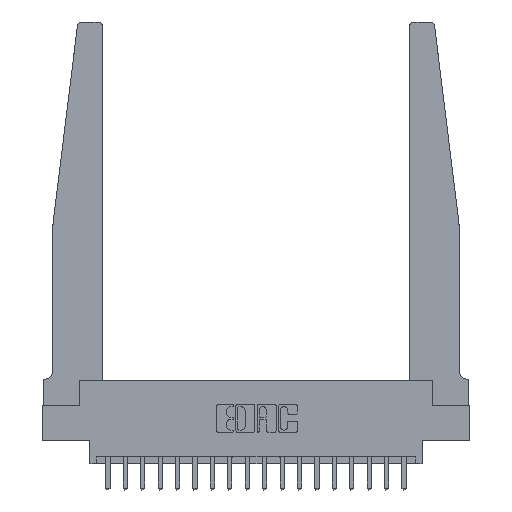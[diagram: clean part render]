
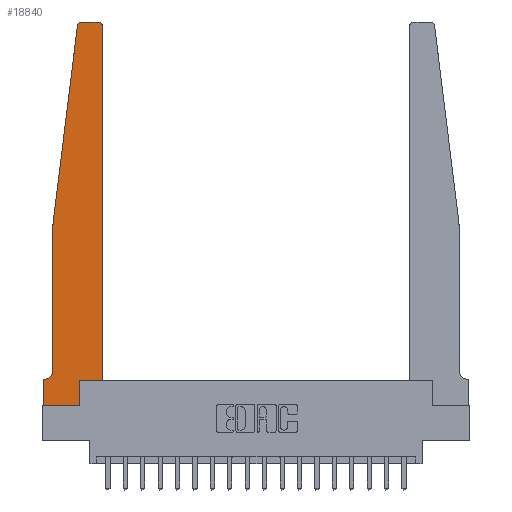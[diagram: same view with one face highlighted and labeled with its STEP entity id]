
A CAD part, top view. The second image highlights one B-rep face of the part: STEP entity #18840.
In plain terms, the highlighted planar face has unit normal (0, 0, 1).
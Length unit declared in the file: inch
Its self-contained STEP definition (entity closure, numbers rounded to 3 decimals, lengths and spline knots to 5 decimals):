
#59 = DIRECTION ( 'NONE',  ( 0., 0., 1. ) ) ;
#506 = CARTESIAN_POINT ( 'NONE',  ( 0.425, 0.18, 0.37 ) ) ;
#701 = VECTOR ( 'NONE', #13665, 39.37008 ) ;
#705 = CARTESIAN_POINT ( 'NONE',  ( 0.395, 2.72, 0.37 ) ) ;
#825 = DIRECTION ( 'NONE',  ( 0., 0., 1. ) ) ;
#1739 = DIRECTION ( 'NONE',  ( 1., 0., 0. ) ) ;
#1835 = VERTEX_POINT ( 'NONE', #5191 ) ;
#1911 = CARTESIAN_POINT ( 'NONE',  ( 0., 0., 0.37 ) ) ;
#2135 = DIRECTION ( 'NONE',  ( 0., 1., 0. ) ) ;
#2269 = VERTEX_POINT ( 'NONE', #13715 ) ;
#2280 = EDGE_CURVE ( 'NONE', #19054, #17253, #4881, .T. ) ;
#2331 = CARTESIAN_POINT ( 'NONE',  ( 0.065, 0.2375, 0.37 ) ) ;
#2342 = DIRECTION ( 'NONE',  ( 1., 0., 0. ) ) ;
#2633 = ORIENTED_EDGE ( 'NONE', *, *, #18267, .T. ) ;
#3360 = CIRCLE ( 'NONE', #15611, 0.05 ) ;
#3468 = EDGE_CURVE ( 'NONE', #10871, #17129, #4387, .T. ) ;
#3598 = CARTESIAN_POINT ( 'NONE',  ( 0., 0.1875, 0.37 ) ) ;
#3614 = ORIENTED_EDGE ( 'NONE', *, *, #11914, .T. ) ;
#3816 = VECTOR ( 'NONE', #10860, 39.37008 ) ;
#3933 = CARTESIAN_POINT ( 'NONE',  ( 0.425, 2.72, 0.37 ) ) ;
#4093 = EDGE_CURVE ( 'NONE', #16217, #4622, #15393, .T. ) ;
#4099 = LINE ( 'NONE', #17663, #19496 ) ;
#4387 = CIRCLE ( 'NONE', #6751, 0.03 ) ;
#4587 = LINE ( 'NONE', #8286, #8190 ) ;
#4599 = CARTESIAN_POINT ( 'NONE',  ( 0.395, 2.75, 0.37 ) ) ;
#4622 = VERTEX_POINT ( 'NONE', #8291 ) ;
#4881 = LINE ( 'NONE', #13612, #701 ) ;
#5191 = CARTESIAN_POINT ( 'NONE',  ( 0., 0., 0.37 ) ) ;
#5641 = EDGE_CURVE ( 'NONE', #18446, #12601, #3360, .T. ) ;
#5807 = VECTOR ( 'NONE', #12651, 39.37008 ) ;
#6046 = EDGE_CURVE ( 'NONE', #4622, #15554, #16241, .T. ) ;
#6298 = ORIENTED_EDGE ( 'NONE', *, *, #19385, .T. ) ;
#6405 = CARTESIAN_POINT ( 'NONE',  ( 0.425, 0.18, 0.37 ) ) ;
#6698 = DIRECTION ( 'NONE',  ( 0., -1., 0. ) ) ;
#6751 = AXIS2_PLACEMENT_3D ( 'NONE', #705, #11613, #2342 ) ;
#7389 = LINE ( 'NONE', #1911, #11994 ) ;
#7860 = DIRECTION ( 'NONE',  ( 0., 0., -1. ) ) ;
#8190 = VECTOR ( 'NONE', #9850, 39.37008 ) ;
#8286 = CARTESIAN_POINT ( 'NONE',  ( 0., 0., 0.37 ) ) ;
#8291 = CARTESIAN_POINT ( 'NONE',  ( 0.24675, 2.72367, 0.37 ) ) ;
#8415 = CARTESIAN_POINT ( 'NONE',  ( 0.065, 1.25, 0.37 ) ) ;
#8878 = ORIENTED_EDGE ( 'NONE', *, *, #3468, .T. ) ;
#9415 = PLANE ( 'NONE',  #17121 ) ;
#9490 = ORIENTED_EDGE ( 'NONE', *, *, #11886, .T. ) ;
#9850 = DIRECTION ( 'NONE',  ( 1., 0., 0. ) ) ;
#9909 = LINE ( 'NONE', #15796, #5807 ) ;
#9915 = DIRECTION ( 'NONE',  ( -1., 0., 0. ) ) ;
#9933 = CARTESIAN_POINT ( 'NONE',  ( 0.2605, 0., 0.37 ) ) ;
#10157 = CARTESIAN_POINT ( 'NONE',  ( 0.27653, 2.72, 0.37 ) ) ;
#10162 = AXIS2_PLACEMENT_3D ( 'NONE', #10157, #825, #11723 ) ;
#10195 = EDGE_CURVE ( 'NONE', #15554, #18446, #15421, .T. ) ;
#10707 = ORIENTED_EDGE ( 'NONE', *, *, #6046, .T. ) ;
#10860 = DIRECTION ( 'NONE',  ( -0.122, -0.992, 0. ) ) ;
#10871 = VERTEX_POINT ( 'NONE', #3933 ) ;
#10994 = DIRECTION ( 'NONE',  ( 1., 0., 0. ) ) ;
#11288 = ORIENTED_EDGE ( 'NONE', *, *, #10195, .T. ) ;
#11613 = DIRECTION ( 'NONE',  ( 0., 0., 1. ) ) ;
#11723 = DIRECTION ( 'NONE',  ( 1., 0., 0. ) ) ;
#11732 = CARTESIAN_POINT ( 'NONE',  ( 0.27653, 2.75, 0.37 ) ) ;
#11848 = EDGE_LOOP ( 'NONE', ( #16667, #13876, #10707, #11288, #14516, #3614, #2633, #18290, #19794, #6298, #9490, #8878 ) ) ;
#11883 = EDGE_CURVE ( 'NONE', #1835, #19054, #4587, .T. ) ;
#11886 = EDGE_CURVE ( 'NONE', #2269, #10871, #12347, .T. ) ;
#11914 = EDGE_CURVE ( 'NONE', #12601, #12998, #4099, .T. ) ;
#11994 = VECTOR ( 'NONE', #12764, 39.37008 ) ;
#12194 = VECTOR ( 'NONE', #1739, 39.37008 ) ;
#12347 = LINE ( 'NONE', #506, #19952 ) ;
#12601 = VERTEX_POINT ( 'NONE', #19305 ) ;
#12651 = DIRECTION ( 'NONE',  ( -1., 0., 0. ) ) ;
#12764 = DIRECTION ( 'NONE',  ( 0., -1., 0. ) ) ;
#12998 = VERTEX_POINT ( 'NONE', #3598 ) ;
#13612 = CARTESIAN_POINT ( 'NONE',  ( 0.2605, 0.18, 0.37 ) ) ;
#13665 = DIRECTION ( 'NONE',  ( 0., 1., 0. ) ) ;
#13715 = CARTESIAN_POINT ( 'NONE',  ( 0.425, 0.18, 0.37 ) ) ;
#13876 = ORIENTED_EDGE ( 'NONE', *, *, #4093, .T. ) ;
#14516 = ORIENTED_EDGE ( 'NONE', *, *, #5641, .T. ) ;
#14525 = CARTESIAN_POINT ( 'NONE',  ( 0.065, 1.25, 0.37 ) ) ;
#15383 = EDGE_CURVE ( 'NONE', #17129, #16217, #9909, .T. ) ;
#15393 = CIRCLE ( 'NONE', #10162, 0.03 ) ;
#15421 = LINE ( 'NONE', #14525, #18891 ) ;
#15554 = VERTEX_POINT ( 'NONE', #8415 ) ;
#15611 = AXIS2_PLACEMENT_3D ( 'NONE', #17192, #7860, #18679 ) ;
#15687 = CARTESIAN_POINT ( 'NONE',  ( 0., 0.1875, 0.37 ) ) ;
#15796 = CARTESIAN_POINT ( 'NONE',  ( 0.25, 2.75, 0.37 ) ) ;
#15798 = CARTESIAN_POINT ( 'NONE',  ( 0.2605, 0.18, 0.37 ) ) ;
#16217 = VERTEX_POINT ( 'NONE', #11732 ) ;
#16241 = LINE ( 'NONE', #19980, #3816 ) ;
#16667 = ORIENTED_EDGE ( 'NONE', *, *, #15383, .T. ) ;
#16857 = LINE ( 'NONE', #6405, #12194 ) ;
#17121 = AXIS2_PLACEMENT_3D ( 'NONE', #15687, #59, #10994 ) ;
#17129 = VERTEX_POINT ( 'NONE', #4599 ) ;
#17192 = CARTESIAN_POINT ( 'NONE',  ( 0.015, 0.2375, 0.37 ) ) ;
#17253 = VERTEX_POINT ( 'NONE', #15798 ) ;
#17663 = CARTESIAN_POINT ( 'NONE',  ( 0.065, 0.1875, 0.37 ) ) ;
#18267 = EDGE_CURVE ( 'NONE', #12998, #1835, #7389, .T. ) ;
#18279 = FACE_OUTER_BOUND ( 'NONE', #11848, .T. ) ;
#18290 = ORIENTED_EDGE ( 'NONE', *, *, #11883, .T. ) ;
#18446 = VERTEX_POINT ( 'NONE', #2331 ) ;
#18679 = DIRECTION ( 'NONE',  ( -1., 0., 0. ) ) ;
#18840 = ADVANCED_FACE ( 'NONE', ( #18279 ), #9415, .T. ) ;
#18891 = VECTOR ( 'NONE', #6698, 39.37008 ) ;
#19054 = VERTEX_POINT ( 'NONE', #9933 ) ;
#19305 = CARTESIAN_POINT ( 'NONE',  ( 0.015, 0.1875, 0.37 ) ) ;
#19385 = EDGE_CURVE ( 'NONE', #17253, #2269, #16857, .T. ) ;
#19496 = VECTOR ( 'NONE', #9915, 39.37008 ) ;
#19794 = ORIENTED_EDGE ( 'NONE', *, *, #2280, .T. ) ;
#19952 = VECTOR ( 'NONE', #2135, 39.37008 ) ;
#19980 = CARTESIAN_POINT ( 'NONE',  ( 0.065, 1.25, 0.37 ) ) ;
